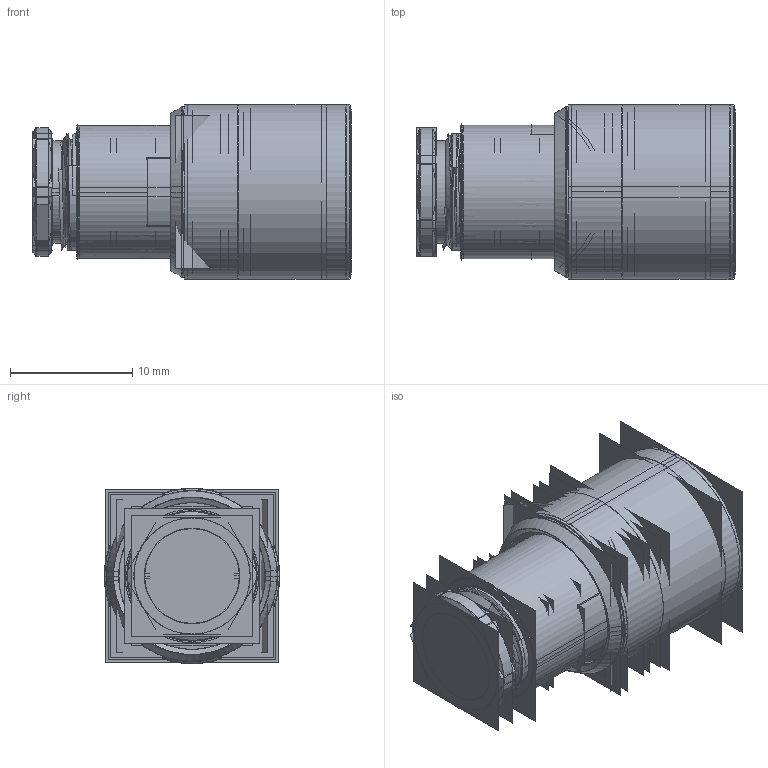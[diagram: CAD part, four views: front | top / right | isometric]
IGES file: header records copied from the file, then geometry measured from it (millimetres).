
Start section:  PTC IGES file: 31-2_asm.igs
Global section: file name: 31-2_asm.igs; native system: Pro/ENGINEER by Parametric Technology Corporation; preprocessor: 2008010; author: shanmugasundaram; organization: Unknown; date: 20081112.170611; units: millimetre
Bounding box: 26.12 x 14.31 x 14.31 mm (x, y, z)
Volume: 1874.7 mm3; surface area: 24269.9 mm2
Topology: 11 solids, 11 shells, 562 faces, 2826 edges, 3603 vertices
Faces by surface type: revolution 366, bspline 196
